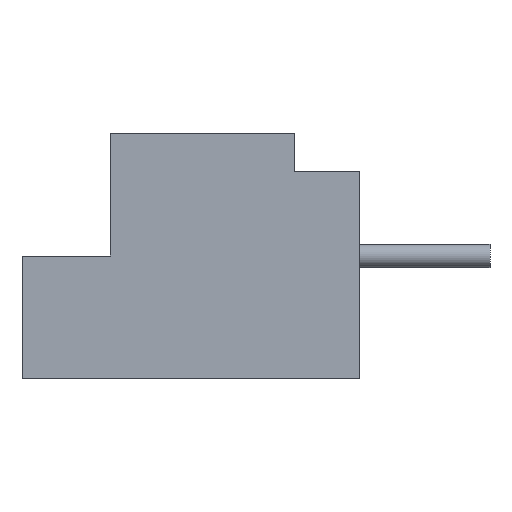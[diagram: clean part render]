
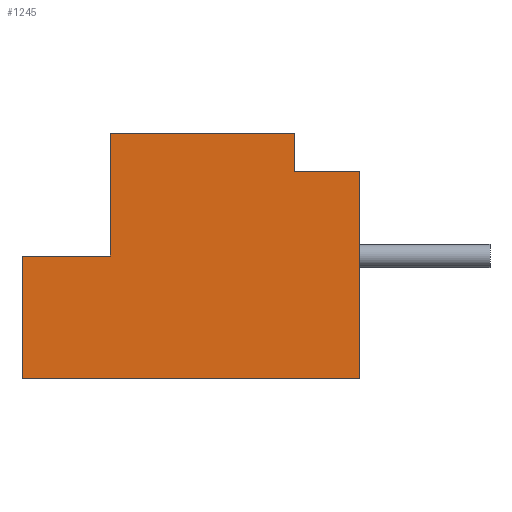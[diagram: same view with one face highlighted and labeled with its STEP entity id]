
A CAD part, left-side view. The second image highlights one B-rep face of the part: STEP entity #1245.
In plain terms, the highlighted planar face has unit normal (-1, 0, 0).
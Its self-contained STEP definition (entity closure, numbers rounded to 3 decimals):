
#144 = VERTEX_POINT ( 'NONE', #2534 ) ;
#145 = EDGE_CURVE ( 'NONE', #154, #144, #2533, .T. ) ;
#154 = VERTEX_POINT ( 'NONE', #2525 ) ;
#168 = VERTEX_POINT ( 'NONE', #2565 ) ;
#209 = EDGE_CURVE ( 'NONE', #168, #144, #2721, .T. ) ;
#1010 = VERTEX_POINT ( 'NONE', #3070 ) ;
#1012 = EDGE_CURVE ( 'NONE', #1010, #1013, #3069, .T. ) ;
#1013 = VERTEX_POINT ( 'NONE', #3065 ) ;
#1218 = EDGE_CURVE ( 'NONE', #168, #1010, #3470, .T. ) ;
#1245 = ADVANCED_FACE ( 'NONE', ( #3540 ), #3524, .F. ) ;
#1265 = VERTEX_POINT ( 'NONE', #3584 ) ;
#1267 = EDGE_CURVE ( 'NONE', #1268, #1265, #3583, .T. ) ;
#1268 = VERTEX_POINT ( 'NONE', #3640 ) ;
#1293 = ORIENTED_EDGE ( 'NONE', *, *, #1012, .F. ) ;
#1305 = EDGE_LOOP ( 'NONE', ( #1306, #1307, #1308, #1309, #1312, #1314, #1315, #1293 ) ) ;
#1306 = ORIENTED_EDGE ( 'NONE', *, *, #1218, .F. ) ;
#1307 = ORIENTED_EDGE ( 'NONE', *, *, #209, .T. ) ;
#1308 = ORIENTED_EDGE ( 'NONE', *, *, #145, .F. ) ;
#1309 = ORIENTED_EDGE ( 'NONE', *, *, #1310, .T. ) ;
#1310 = EDGE_CURVE ( 'NONE', #154, #1311, #3725, .T. ) ;
#1311 = VERTEX_POINT ( 'NONE', #3721 ) ;
#1312 = ORIENTED_EDGE ( 'NONE', *, *, #1313, .T. ) ;
#1313 = EDGE_CURVE ( 'NONE', #1311, #1268, #3719, .T. ) ;
#1314 = ORIENTED_EDGE ( 'NONE', *, *, #1267, .T. ) ;
#1315 = ORIENTED_EDGE ( 'NONE', *, *, #1316, .T. ) ;
#1316 = EDGE_CURVE ( 'NONE', #1265, #1013, #3714, .T. ) ;
#2525 = CARTESIAN_POINT ( 'NONE',  ( -23.75, 6.5, 3.2 ) ) ;
#2530 = DIRECTION ( 'NONE',  ( 0., -1., 0. ) ) ;
#2531 = VECTOR ( 'NONE', #2530, 1000. ) ;
#2532 = CARTESIAN_POINT ( 'NONE',  ( -23.75, 8.8, 3.2 ) ) ;
#2533 = LINE ( 'NONE', #2532, #2531 ) ;
#2534 = CARTESIAN_POINT ( 'NONE',  ( -23.75, 1.7, 3.2 ) ) ;
#2565 = CARTESIAN_POINT ( 'NONE',  ( -23.75, 1.7, 2.2 ) ) ;
#2718 = DIRECTION ( 'NONE',  ( 0., 0., 1. ) ) ;
#2719 = VECTOR ( 'NONE', #2718, 1000. ) ;
#2720 = CARTESIAN_POINT ( 'NONE',  ( -23.75, 1.7, 2.2 ) ) ;
#2721 = LINE ( 'NONE', #2720, #2719 ) ;
#3065 = CARTESIAN_POINT ( 'NONE',  ( -23.75, 0., -3.2 ) ) ;
#3066 = DIRECTION ( 'NONE',  ( 0., 0., -1. ) ) ;
#3067 = VECTOR ( 'NONE', #3066, 1000. ) ;
#3068 = CARTESIAN_POINT ( 'NONE',  ( -23.75, 0., 3.2 ) ) ;
#3069 = LINE ( 'NONE', #3068, #3067 ) ;
#3070 = CARTESIAN_POINT ( 'NONE',  ( -23.75, 0., 2.2 ) ) ;
#3467 = DIRECTION ( 'NONE',  ( 0., -1., 0. ) ) ;
#3468 = VECTOR ( 'NONE', #3467, 1000. ) ;
#3469 = CARTESIAN_POINT ( 'NONE',  ( -23.75, 1.7, 2.2 ) ) ;
#3470 = LINE ( 'NONE', #3469, #3468 ) ;
#3524 = PLANE ( 'NONE',  #3525 ) ;
#3525 = AXIS2_PLACEMENT_3D ( 'NONE', #3576, #3575, #3574 ) ;
#3540 = FACE_OUTER_BOUND ( 'NONE', #1305, .T. ) ;
#3574 = DIRECTION ( 'NONE',  ( 0., 0., -1. ) ) ;
#3575 = DIRECTION ( 'NONE',  ( 1., 0., 0. ) ) ;
#3576 = CARTESIAN_POINT ( 'NONE',  ( -23.75, 8.8, 3.2 ) ) ;
#3579 = DIRECTION ( 'NONE',  ( 0., 0., -1. ) ) ;
#3581 = VECTOR ( 'NONE', #3579, 1000. ) ;
#3582 = CARTESIAN_POINT ( 'NONE',  ( -23.75, 8.8, 3.2 ) ) ;
#3583 = LINE ( 'NONE', #3582, #3581 ) ;
#3584 = CARTESIAN_POINT ( 'NONE',  ( -23.75, 8.8, -3.2 ) ) ;
#3640 = CARTESIAN_POINT ( 'NONE',  ( -23.75, 8.8, 0. ) ) ;
#3711 = DIRECTION ( 'NONE',  ( 0., -1., 0. ) ) ;
#3712 = VECTOR ( 'NONE', #3711, 1000. ) ;
#3713 = CARTESIAN_POINT ( 'NONE',  ( -23.75, 8.8, -3.2 ) ) ;
#3714 = LINE ( 'NONE', #3713, #3712 ) ;
#3716 = DIRECTION ( 'NONE',  ( 0., 1., 0. ) ) ;
#3717 = VECTOR ( 'NONE', #3716, 1000. ) ;
#3718 = CARTESIAN_POINT ( 'NONE',  ( -23.75, 8.8, 0. ) ) ;
#3719 = LINE ( 'NONE', #3718, #3717 ) ;
#3721 = CARTESIAN_POINT ( 'NONE',  ( -23.75, 6.5, 0. ) ) ;
#3722 = DIRECTION ( 'NONE',  ( 0., 0., -1. ) ) ;
#3723 = VECTOR ( 'NONE', #3722, 1000. ) ;
#3724 = CARTESIAN_POINT ( 'NONE',  ( -23.75, 6.5, 3.2 ) ) ;
#3725 = LINE ( 'NONE', #3724, #3723 ) ;
